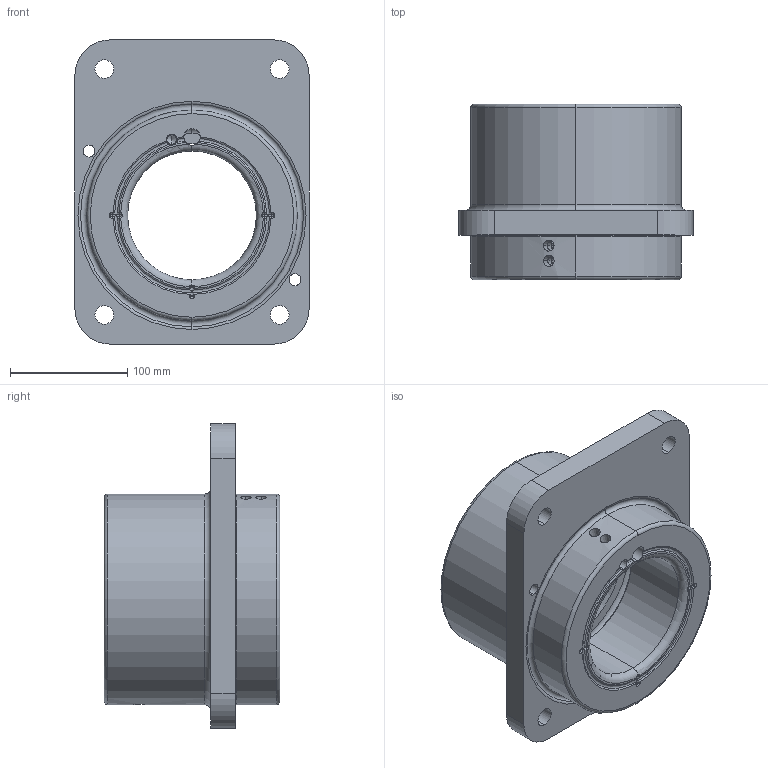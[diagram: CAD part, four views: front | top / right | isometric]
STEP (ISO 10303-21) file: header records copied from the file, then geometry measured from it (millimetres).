
FILE_DESCRIPTION (( 'STEP AP214' ), '1' );
FILE_NAME ('302CC4S02_曲軸合銅座.STEP', '2023-11-02T08:51:00', ( '' ), ( '' ), 'SwSTEP 2.0', 'SolidWorks 2020', '' );
FILE_SCHEMA (( 'AUTOMOTIVE_DESIGN' ));
Length unit declared in the file: millimetre
Products named in the file (1): 302CC4S02_曲軸合銅座
Bounding box: 200 x 150 x 260 mm (x, y, z)
Volume: 2434150.4 mm3; surface area: 260730 mm2
Topology: 1 solids, 1 shells, 201 faces, 508 edges, 297 vertices
Faces by surface type: cylinder 82, cone 48, torus 44, plane 21, sphere 6
Entity records: 7218 total; most frequent: CARTESIAN_POINT 2093, DIRECTION 1052, ORIENTED_EDGE 976, EDGE_CURVE 488, AXIS2_PLACEMENT_3D 446, VERTEX_POINT 297, CIRCLE 244, EDGE_LOOP 235
